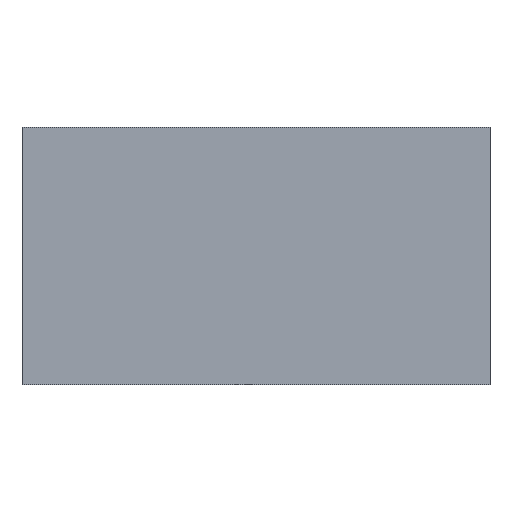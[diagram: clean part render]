
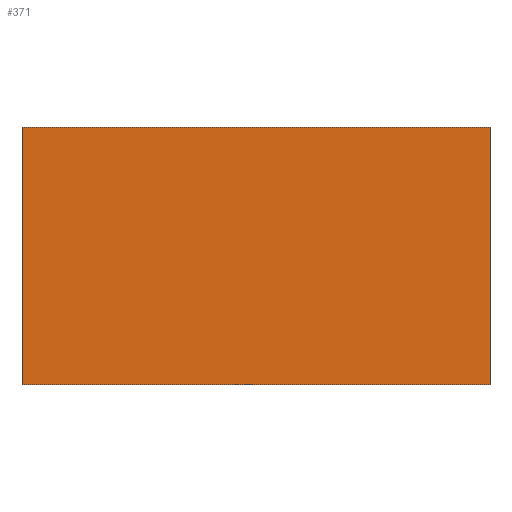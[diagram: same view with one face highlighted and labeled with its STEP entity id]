
A CAD part, left-side view. The second image highlights one B-rep face of the part: STEP entity #371.
In plain terms, the highlighted planar face has unit normal (-1, 0, 0).
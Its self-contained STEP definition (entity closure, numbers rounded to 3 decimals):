
#29=FACE_OUTER_BOUND('',#49,.T.);
#49=EDGE_LOOP('',(#251,#252,#253,#254));
#73=LINE('',#535,#119);
#74=LINE('',#537,#120);
#75=LINE('',#539,#121);
#76=LINE('',#540,#122);
#119=VECTOR('',#435,1.);
#120=VECTOR('',#436,1.);
#121=VECTOR('',#437,1.);
#122=VECTOR('',#438,1.);
#165=VERTEX_POINT('',#533);
#166=VERTEX_POINT('',#534);
#167=VERTEX_POINT('',#536);
#168=VERTEX_POINT('',#538);
#199=EDGE_CURVE('',#165,#166,#73,.T.);
#200=EDGE_CURVE('',#166,#167,#74,.T.);
#201=EDGE_CURVE('',#168,#167,#75,.T.);
#202=EDGE_CURVE('',#165,#168,#76,.T.);
#251=ORIENTED_EDGE('',*,*,#199,.T.);
#252=ORIENTED_EDGE('',*,*,#200,.T.);
#253=ORIENTED_EDGE('',*,*,#201,.F.);
#254=ORIENTED_EDGE('',*,*,#202,.F.);
#355=PLANE('',#405);
#371=ADVANCED_FACE('',(#29),#355,.F.);
#405=AXIS2_PLACEMENT_3D('',#532,#433,#434);
#433=DIRECTION('center_axis',(1.,0.,0.));
#434=DIRECTION('ref_axis',(0.,0.,1.));
#435=DIRECTION('',(0.,0.,1.));
#436=DIRECTION('',(0.,1.,0.));
#437=DIRECTION('',(0.,0.,1.));
#438=DIRECTION('',(0.,1.,0.));
#532=CARTESIAN_POINT('Origin',(-19.,-40.,-22.));
#533=CARTESIAN_POINT('',(-19.,-40.,-22.));
#534=CARTESIAN_POINT('',(-19.,-40.,22.));
#535=CARTESIAN_POINT('',(-19.,-40.,-22.));
#536=CARTESIAN_POINT('',(-19.,40.,22.));
#537=CARTESIAN_POINT('',(-19.,-40.,22.));
#538=CARTESIAN_POINT('',(-19.,40.,-22.));
#539=CARTESIAN_POINT('',(-19.,40.,-22.));
#540=CARTESIAN_POINT('',(-19.,-40.,-22.));
